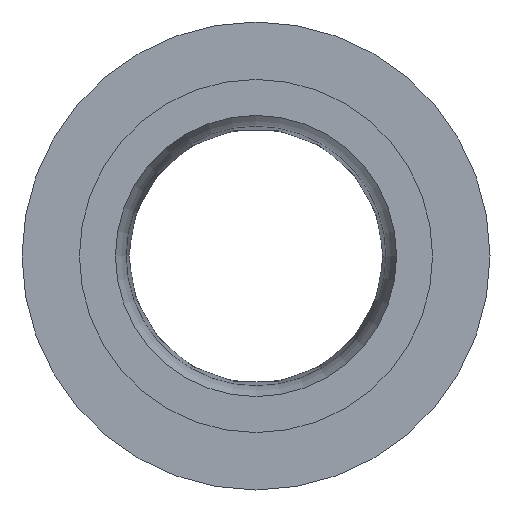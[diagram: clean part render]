
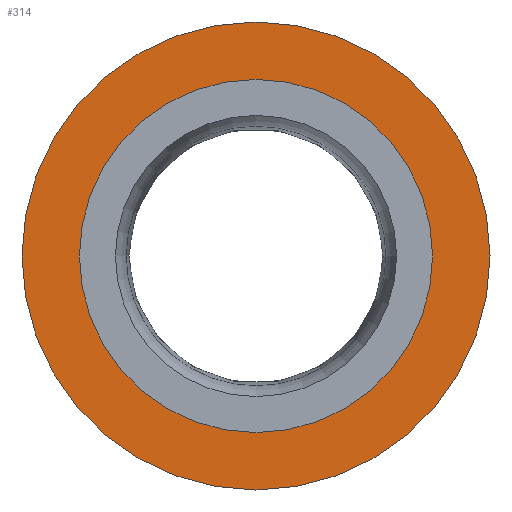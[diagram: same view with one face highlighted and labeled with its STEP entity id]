
A CAD part, left-side view. The second image highlights one B-rep face of the part: STEP entity #314.
In plain terms, the highlighted planar face has unit normal (-1, 0, 0).
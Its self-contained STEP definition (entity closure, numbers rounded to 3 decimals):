
#36=PLANE($,#352);
#80=FACE_BOUND($,#127,.T.);
#95=FACE_OUTER_BOUND($,#126,.T.);
#126=EDGE_LOOP($,(#257));
#127=EDGE_LOOP($,(#258));
#144=CIRCLE($,#332,8.3);
#155=CIRCLE($,#349,11.);
#158=VERTEX_POINT($,#454);
#169=VERTEX_POINT($,#482);
#190=EDGE_CURVE($,#158,#158,#144,.T.);
#201=EDGE_CURVE($,#169,#169,#155,.T.);
#257=ORIENTED_EDGE($,*,*,#201,.T.);
#258=ORIENTED_EDGE($,*,*,#190,.F.);
#314=ADVANCED_FACE($,(#95,#80),#36,.T.);
#332=AXIS2_PLACEMENT_3D($,#455,#373,#374);
#349=AXIS2_PLACEMENT_3D($,#483,#407,#408);
#352=AXIS2_PLACEMENT_3D($,#534,#413,#414);
#373=DIRECTION('center_axis',(-1.,0.,0.));
#374=DIRECTION('ref_axis',(0.,1.,0.));
#407=DIRECTION('center_axis',(-1.,0.,0.));
#408=DIRECTION('ref_axis',(0.,1.,0.));
#413=DIRECTION('center_axis',(-1.,0.,0.));
#414=DIRECTION('ref_axis',(0.,0.,-1.));
#454=CARTESIAN_POINT('',(11.4,-8.3,0.));
#455=CARTESIAN_POINT('Origin',(11.4,0.,0.));
#482=CARTESIAN_POINT('',(11.4,-11.,0.));
#483=CARTESIAN_POINT('Origin',(11.4,0.,0.));
#534=CARTESIAN_POINT('Origin',(11.4,9.8,0.));
